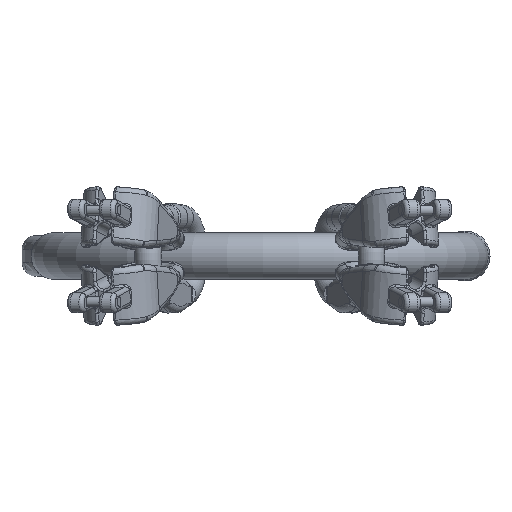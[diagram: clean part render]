
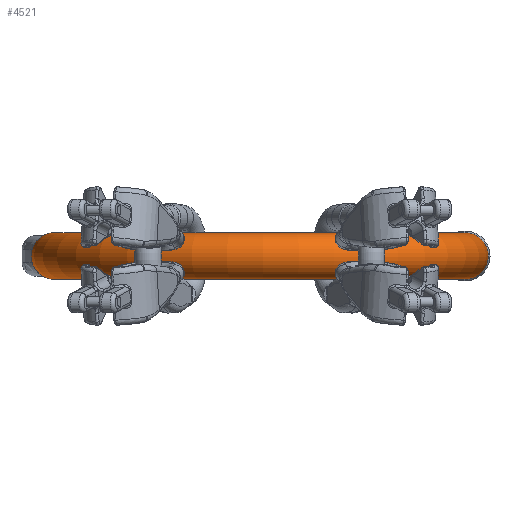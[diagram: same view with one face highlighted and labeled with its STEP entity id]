
A CAD part, front view. The second image highlights one B-rep face of the part: STEP entity #4521.
In plain terms, the highlighted toroidal (fillet/blend) face has major radius 101.5 mm and minor radius 11.5 mm.
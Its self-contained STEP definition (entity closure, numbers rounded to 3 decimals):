
#1104=TOROIDAL_SURFACE('',#35827,101.5,11.5);
#2544=CIRCLE('',#35813,11.5);
#2545=CIRCLE('',#35819,11.5);
#4521=ADVANCED_FACE('',(#7553,#7554),#1104,.T.);
#7553=FACE_BOUND('',#9603,.T.);
#7554=FACE_BOUND('',#9604,.T.);
#9603=EDGE_LOOP('',(#22956));
#9604=EDGE_LOOP('',(#22957));
#22956=ORIENTED_EDGE('',*,*,#31041,.T.);
#22957=ORIENTED_EDGE('',*,*,#31060,.F.);
#26169=VERTEX_POINT('',#71812);
#26188=VERTEX_POINT('',#71949);
#31041=EDGE_CURVE('',#26169,#26169,#2544,.T.);
#31060=EDGE_CURVE('',#26188,#26188,#2545,.T.);
#35813=AXIS2_PLACEMENT_3D('',#71811,#42695,#42696);
#35819=AXIS2_PLACEMENT_3D('',#71948,#42711,#42712);
#35827=AXIS2_PLACEMENT_3D('',#71961,#42727,#42728);
#42695=DIRECTION('',(0.,-1.,0.));
#42696=DIRECTION('',(1.,0.,0.));
#42711=DIRECTION('',(0.,1.,0.));
#42712=DIRECTION('',(-1.,0.,0.));
#42727=DIRECTION('',(0.,0.,1.));
#42728=DIRECTION('',(1.,0.,0.));
#71811=CARTESIAN_POINT('',(-101.5,-80.,0.));
#71812=CARTESIAN_POINT('',(-90.,-80.,0.));
#71948=CARTESIAN_POINT('',(101.5,-80.,0.));
#71949=CARTESIAN_POINT('',(90.,-80.,0.));
#71961=CARTESIAN_POINT('',(0.,-80.,0.));
